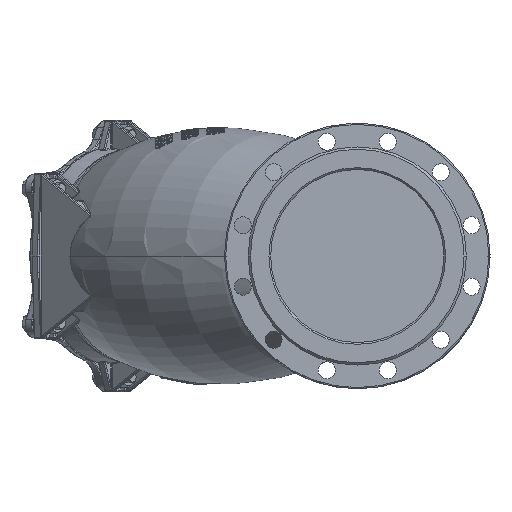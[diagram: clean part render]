
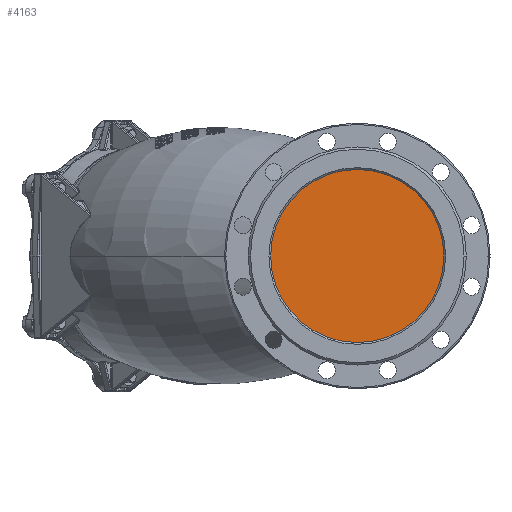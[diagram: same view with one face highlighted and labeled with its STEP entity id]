
A CAD part, left-side view. The second image highlights one B-rep face of the part: STEP entity #4163.
In plain terms, the highlighted planar face has unit normal (-1, 0, 0).
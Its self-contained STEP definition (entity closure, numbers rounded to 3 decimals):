
#4163 = ADVANCED_FACE ( 'NONE', ( #81648 ), #36835, .T. ) ;
#8679 = EDGE_CURVE ( 'NONE', #21942, #21940, #27684, .T. ) ;
#13744 = AXIS2_PLACEMENT_3D ( 'NONE', #37885, #37886, #37887 ) ;
#14096 = AXIS2_PLACEMENT_3D ( 'NONE', #88073, #88074, #88075 ) ;
#20912 = EDGE_LOOP ( 'NONE', ( #39753, #39755 ) ) ;
#21940 = VERTEX_POINT ( 'NONE', #79040 ) ;
#21942 = VERTEX_POINT ( 'NONE', #79046 ) ;
#22760 = EDGE_CURVE ( 'NONE', #21940, #21942, #84225, .T. ) ;
#27684 = CIRCLE ( 'NONE', #13744, 150. ) ;
#36828 = CARTESIAN_POINT ( 'NONE',  ( -369.5, 0., 0. ) ) ;
#36835 = PLANE ( 'NONE',  #38613 ) ;
#36837 = DIRECTION ( 'NONE',  ( -1., 0., 0. ) ) ;
#36838 = DIRECTION ( 'NONE',  ( 0., -1., 0. ) ) ;
#37885 = CARTESIAN_POINT ( 'NONE',  ( -369.5, 0., 0. ) ) ;
#37886 = DIRECTION ( 'NONE',  ( 1., 0., 0. ) ) ;
#37887 = DIRECTION ( 'NONE',  ( 0., -1., 0. ) ) ;
#38613 = AXIS2_PLACEMENT_3D ( 'NONE', #36828, #36837, #36838 ) ;
#39753 = ORIENTED_EDGE ( 'NONE', *, *, #8679, .F. ) ;
#39755 = ORIENTED_EDGE ( 'NONE', *, *, #22760, .F. ) ;
#79040 = CARTESIAN_POINT ( 'NONE',  ( -369.5, 150., 0. ) ) ;
#79046 = CARTESIAN_POINT ( 'NONE',  ( -369.5, -150., 0. ) ) ;
#81648 = FACE_OUTER_BOUND ( 'NONE', #20912, .T. ) ;
#84225 = CIRCLE ( 'NONE', #14096, 150. ) ;
#88073 = CARTESIAN_POINT ( 'NONE',  ( -369.5, 0., 0. ) ) ;
#88074 = DIRECTION ( 'NONE',  ( 1., 0., 0. ) ) ;
#88075 = DIRECTION ( 'NONE',  ( 0., -1., 0. ) ) ;
